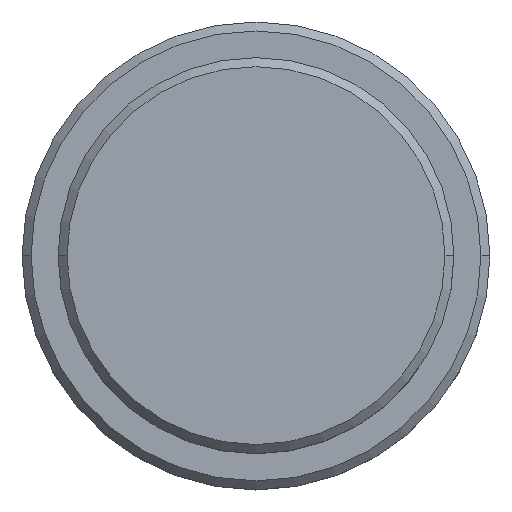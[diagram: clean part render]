
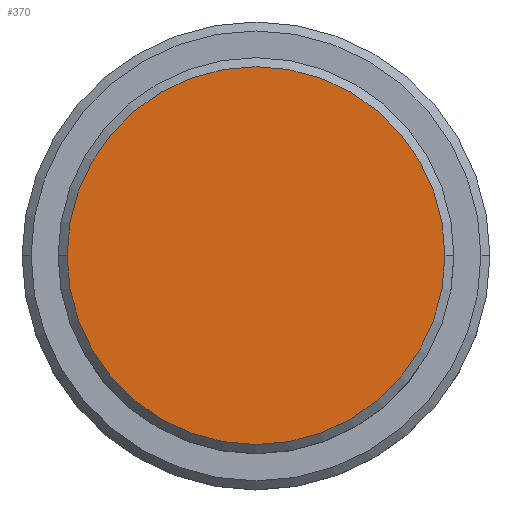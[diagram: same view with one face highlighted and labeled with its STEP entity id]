
A CAD part, top view. The second image highlights one B-rep face of the part: STEP entity #370.
In plain terms, the highlighted planar face has unit normal (0, 0, 1).
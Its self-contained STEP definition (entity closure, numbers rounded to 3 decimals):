
#9 = DIRECTION ( 'NONE',  ( 1., 0., 0. ) ) ;
#55 = EDGE_LOOP ( 'NONE', ( #931, #794 ) ) ;
#58 = DIRECTION ( 'NONE',  ( 0., 0., 1. ) ) ;
#115 = CARTESIAN_POINT ( 'NONE',  ( 10.5, 0., 0. ) ) ;
#143 = CARTESIAN_POINT ( 'NONE',  ( 0., 0., 0. ) ) ;
#247 = PLANE ( 'NONE',  #473 ) ;
#316 = VERTEX_POINT ( 'NONE', #988 ) ;
#368 = DIRECTION ( 'NONE',  ( 0., 0., 1. ) ) ;
#370 = ADVANCED_FACE ( 'NONE', ( #1226 ), #247, .T. ) ;
#472 = CIRCLE ( 'NONE', #535, 10.5 ) ;
#473 = AXIS2_PLACEMENT_3D ( 'NONE', #585, #58, #918 ) ;
#535 = AXIS2_PLACEMENT_3D ( 'NONE', #1097, #751, #9 ) ;
#585 = CARTESIAN_POINT ( 'NONE',  ( 0., 0., 0. ) ) ;
#693 = AXIS2_PLACEMENT_3D ( 'NONE', #143, #368, #893 ) ;
#722 = EDGE_CURVE ( 'NONE', #316, #1321, #998, .T. ) ;
#751 = DIRECTION ( 'NONE',  ( 0., 0., 1. ) ) ;
#794 = ORIENTED_EDGE ( 'NONE', *, *, #1394, .T. ) ;
#893 = DIRECTION ( 'NONE',  ( 1., 0., 0. ) ) ;
#918 = DIRECTION ( 'NONE',  ( 1., 0., 0. ) ) ;
#931 = ORIENTED_EDGE ( 'NONE', *, *, #722, .T. ) ;
#988 = CARTESIAN_POINT ( 'NONE',  ( -10.5, 0., 0. ) ) ;
#998 = CIRCLE ( 'NONE', #693, 10.5 ) ;
#1097 = CARTESIAN_POINT ( 'NONE',  ( 0., 0., 0. ) ) ;
#1226 = FACE_OUTER_BOUND ( 'NONE', #55, .T. ) ;
#1321 = VERTEX_POINT ( 'NONE', #115 ) ;
#1394 = EDGE_CURVE ( 'NONE', #1321, #316, #472, .T. ) ;
